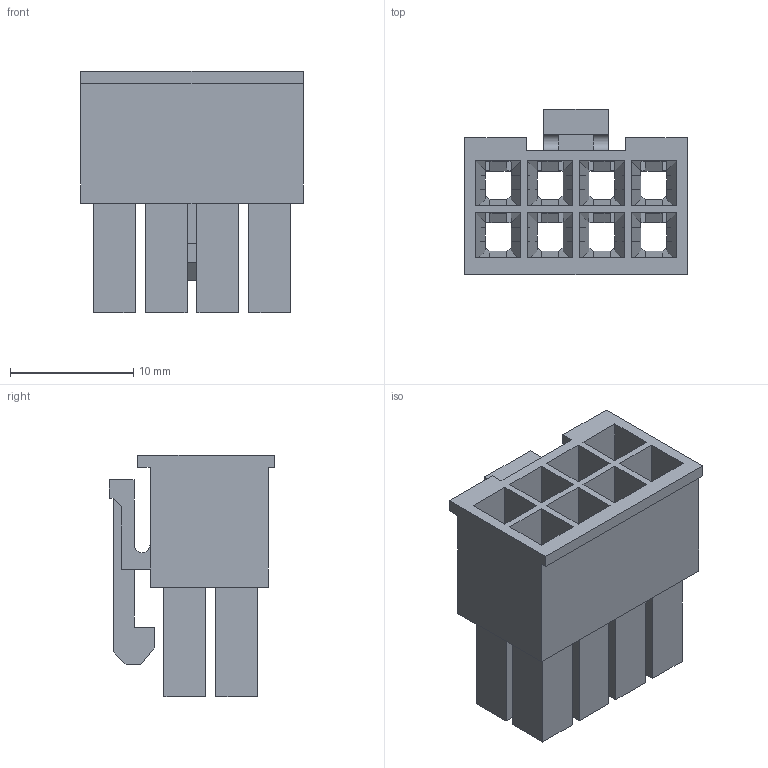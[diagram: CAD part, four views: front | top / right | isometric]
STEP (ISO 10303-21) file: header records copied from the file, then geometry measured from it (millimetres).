
FILE_DESCRIPTION( ( 'Unknown' ), '1' );
FILE_NAME( '649008113322.stp', 'Unknown', ( 'Unknown' ), ( 'Unknown' ), 'PSStep 14.0', 'Unknown', ' ' );
FILE_SCHEMA( ( 'AUTOMOTIVE_DESIGN { 1 0 10303 214 1 1 1 1 }' ) );
Length unit declared in the file: millimetre
Products named in the file (1): 1
Bounding box: 18 x 13.4 x 19.6 mm (x, y, z)
Volume: 1453.8 mm3; surface area: 3919.6 mm2
Topology: 1 solids, 1 shells, 502 faces, 1314 edges, 822 vertices
Faces by surface type: plane 500, cylinder 2
Entity records: 18954 total; most frequent: CARTESIAN_POINT 2639, ORIENTED_EDGE 2628, DIRECTION 2324, EDGE_CURVE 1314, LINE 1310, VECTOR 1310, VERTEX_POINT 822, EDGE_LOOP 528
